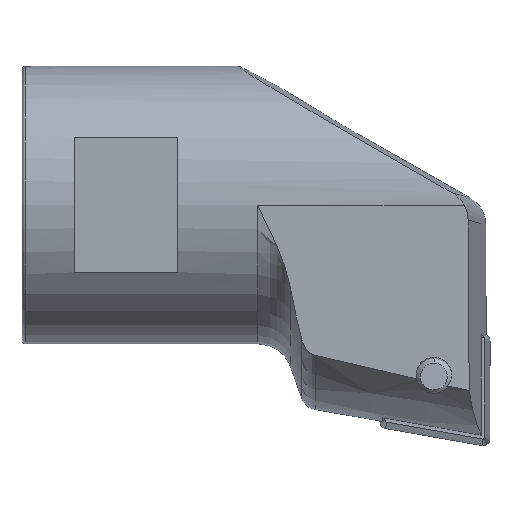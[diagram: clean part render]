
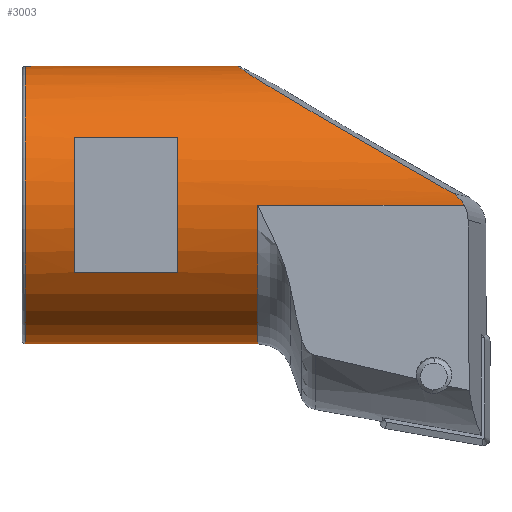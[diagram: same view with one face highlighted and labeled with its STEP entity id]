
A CAD part, front view. The second image highlights one B-rep face of the part: STEP entity #3003.
In plain terms, the highlighted cylindrical face has radius 8 mm (diameter 16 mm), a partial arc.
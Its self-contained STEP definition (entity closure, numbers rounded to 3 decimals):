
#40 = CARTESIAN_POINT ( 'NONE',  ( -1.49, -8., 13.875 ) ) ;
#83 = AXIS2_PLACEMENT_3D ( 'NONE', #3501, #3659, #2330 ) ;
#97 = ORIENTED_EDGE ( 'NONE', *, *, #1812, .F. ) ;
#160 = CIRCLE ( 'NONE', #2816, 8. ) ;
#189 = VERTEX_POINT ( 'NONE', #3368 ) ;
#198 = CARTESIAN_POINT ( 'NONE',  ( -24., -7., 10.002 ) ) ;
#215 = CARTESIAN_POINT ( 'NONE',  ( -2.179, -7.969, 14.574 ) ) ;
#252 = DIRECTION ( 'NONE',  ( -1., 0., 0. ) ) ;
#299 = AXIS2_PLACEMENT_3D ( 'NONE', #1601, #2281, #2592 ) ;
#329 = FACE_OUTER_BOUND ( 'NONE', #4107, .T. ) ;
#377 = EDGE_CURVE ( 'NONE', #1275, #3802, #542, .T. ) ;
#542 =( BOUNDED_CURVE ( )  B_SPLINE_CURVE ( 3, ( #555, #1922, #3294, #215 ),
 .UNSPECIFIED., .F., .T. ) 
 B_SPLINE_CURVE_WITH_KNOTS ( ( 4, 4 ),
 ( 6.248, 7.732 ),
 .UNSPECIFIED. ) 
 CURVE ( )  GEOMETRIC_REPRESENTATION_ITEM ( )  RATIONAL_B_SPLINE_CURVE ( ( 1., 0.825, 0.825, 1. ) ) 
 REPRESENTATION_ITEM ( '' )  );
#555 = CARTESIAN_POINT ( 'NONE',  ( -14.516, 0., 21.875 ) ) ;
#558 = CARTESIAN_POINT ( 'NONE',  ( -28.597, 0., 21.875 ) ) ;
#578 = FACE_BOUND ( 'NONE', #959, .T. ) ;
#680 = EDGE_CURVE ( 'NONE', #3127, #2529, #2359, .T. ) ;
#694 = CARTESIAN_POINT ( 'NONE',  ( -28.597, 0., 5.875 ) ) ;
#791 = ORIENTED_EDGE ( 'NONE', *, *, #1186, .F. ) ;
#820 = DIRECTION ( 'NONE',  ( 1., 0., 0. ) ) ;
#828 = CARTESIAN_POINT ( 'NONE',  ( -13.4, 0., 5.875 ) ) ;
#869 = DIRECTION ( 'NONE',  ( -1., 0., 0. ) ) ;
#959 = EDGE_LOOP ( 'NONE', ( #97, #2969, #2155, #2513 ) ) ;
#983 = CYLINDRICAL_SURFACE ( 'NONE', #1681, 8. ) ;
#1076 = DIRECTION ( 'NONE',  ( 0., 0., -1. ) ) ;
#1136 = CARTESIAN_POINT ( 'NONE',  ( -28.597, -7., 17.748 ) ) ;
#1154 = DIRECTION ( 'NONE',  ( -1., 0., 0. ) ) ;
#1173 = DIRECTION ( 'NONE',  ( 0., 0., -1. ) ) ;
#1182 = CIRCLE ( 'NONE', #3195, 8. ) ;
#1186 = EDGE_CURVE ( 'NONE', #3205, #189, #3432, .T. ) ;
#1249 = CARTESIAN_POINT ( 'NONE',  ( -1.901, -7.984, 14.389 ) ) ;
#1271 = CARTESIAN_POINT ( 'NONE',  ( -1.49, -8., 13.875 ) ) ;
#1275 = VERTEX_POINT ( 'NONE', #2083 ) ;
#1312 = VERTEX_POINT ( 'NONE', #2496 ) ;
#1444 = EDGE_CURVE ( 'NONE', #1466, #2910, #1660, .T. ) ;
#1445 = LINE ( 'NONE', #1136, #1663 ) ;
#1452 = EDGE_CURVE ( 'NONE', #3127, #3802, #2678, .T. ) ;
#1466 = VERTEX_POINT ( 'NONE', #2642 ) ;
#1550 = CARTESIAN_POINT ( 'NONE',  ( -13.4, -8., 13.875 ) ) ;
#1570 = CARTESIAN_POINT ( 'NONE',  ( -1.669, -7.996, 14.153 ) ) ;
#1586 = EDGE_CURVE ( 'NONE', #1275, #2476, #2625, .T. ) ;
#1592 = CARTESIAN_POINT ( 'NONE',  ( -18., -7., 17.748 ) ) ;
#1595 = ORIENTED_EDGE ( 'NONE', *, *, #2356, .T. ) ;
#1601 = CARTESIAN_POINT ( 'NONE',  ( -13.4, 0., 13.875 ) ) ;
#1660 = CIRCLE ( 'NONE', #83, 8. ) ;
#1663 = VECTOR ( 'NONE', #1154, 1000. ) ;
#1681 = AXIS2_PLACEMENT_3D ( 'NONE', #1703, #3662, #3075 ) ;
#1703 = CARTESIAN_POINT ( 'NONE',  ( -28.597, 0., 13.875 ) ) ;
#1812 = EDGE_CURVE ( 'NONE', #2910, #1312, #1445, .T. ) ;
#1816 = VECTOR ( 'NONE', #252, 1000. ) ;
#1825 = VECTOR ( 'NONE', #3211, 1000. ) ;
#1865 = ORIENTED_EDGE ( 'NONE', *, *, #377, .F. ) ;
#1922 = CARTESIAN_POINT ( 'NONE',  ( -14.785, -4.368, 21.875 ) ) ;
#2083 = CARTESIAN_POINT ( 'NONE',  ( -14.516, 0., 21.875 ) ) ;
#2155 = ORIENTED_EDGE ( 'NONE', *, *, #2472, .F. ) ;
#2281 = DIRECTION ( 'NONE',  ( -1., 0., 0. ) ) ;
#2309 = EDGE_CURVE ( 'NONE', #3205, #2529, #3609, .T. ) ;
#2310 = CARTESIAN_POINT ( 'NONE',  ( -2.034, -7.977, 14.491 ) ) ;
#2311 = ORIENTED_EDGE ( 'NONE', *, *, #1452, .T. ) ;
#2330 = DIRECTION ( 'NONE',  ( 0., 0., 1. ) ) ;
#2356 = EDGE_CURVE ( 'NONE', #2476, #189, #160, .T. ) ;
#2359 = LINE ( 'NONE', #3372, #1816 ) ;
#2454 = VECTOR ( 'NONE', #869, 1000. ) ;
#2472 = EDGE_CURVE ( 'NONE', #3222, #1466, #3164, .T. ) ;
#2476 = VERTEX_POINT ( 'NONE', #3869 ) ;
#2496 = CARTESIAN_POINT ( 'NONE',  ( -24., -7., 17.748 ) ) ;
#2497 = CARTESIAN_POINT ( 'NONE',  ( -28.597, -7., 10.002 ) ) ;
#2513 = ORIENTED_EDGE ( 'NONE', *, *, #3570, .F. ) ;
#2529 = VERTEX_POINT ( 'NONE', #1550 ) ;
#2592 = DIRECTION ( 'NONE',  ( 0., 0., 1. ) ) ;
#2617 = CARTESIAN_POINT ( 'NONE',  ( -24., 0., 13.875 ) ) ;
#2625 = LINE ( 'NONE', #558, #2454 ) ;
#2642 = CARTESIAN_POINT ( 'NONE',  ( -18., -7., 10.002 ) ) ;
#2651 = CARTESIAN_POINT ( 'NONE',  ( -26.8, 0., 13.875 ) ) ;
#2678 = B_SPLINE_CURVE_WITH_KNOTS ( 'NONE', 3,
 ( #1271, #3362, #1570, #1249, #2310, #4380 ),
 .UNSPECIFIED., .F., .F.,
 ( 4, 2, 4 ),
 ( 0., 0., 0.001 ),
 .UNSPECIFIED. ) ;
#2816 = AXIS2_PLACEMENT_3D ( 'NONE', #2651, #4032, #1076 ) ;
#2910 = VERTEX_POINT ( 'NONE', #1592 ) ;
#2969 = ORIENTED_EDGE ( 'NONE', *, *, #1444, .F. ) ;
#3003 = ADVANCED_FACE ( 'NONE', ( #329, #578 ), #983, .T. ) ;
#3058 = DIRECTION ( 'NONE',  ( -1., 0., 0. ) ) ;
#3075 = DIRECTION ( 'NONE',  ( 0., 0., 1. ) ) ;
#3127 = VERTEX_POINT ( 'NONE', #40 ) ;
#3164 = LINE ( 'NONE', #2497, #1825 ) ;
#3195 = AXIS2_PLACEMENT_3D ( 'NONE', #2617, #820, #1173 ) ;
#3205 = VERTEX_POINT ( 'NONE', #828 ) ;
#3211 = DIRECTION ( 'NONE',  ( 1., 0., 0. ) ) ;
#3222 = VERTEX_POINT ( 'NONE', #198 ) ;
#3294 = CARTESIAN_POINT ( 'NONE',  ( -9.799, -7.588, 18.925 ) ) ;
#3362 = CARTESIAN_POINT ( 'NONE',  ( -1.571, -8., 14.021 ) ) ;
#3368 = CARTESIAN_POINT ( 'NONE',  ( -26.8, 0., 5.875 ) ) ;
#3372 = CARTESIAN_POINT ( 'NONE',  ( -31.617, -8., 13.875 ) ) ;
#3432 = LINE ( 'NONE', #694, #3447 ) ;
#3447 = VECTOR ( 'NONE', #3058, 1000. ) ;
#3501 = CARTESIAN_POINT ( 'NONE',  ( -18., 0., 13.875 ) ) ;
#3570 = EDGE_CURVE ( 'NONE', #1312, #3222, #1182, .T. ) ;
#3609 = CIRCLE ( 'NONE', #299, 8. ) ;
#3659 = DIRECTION ( 'NONE',  ( -1., 0., 0. ) ) ;
#3662 = DIRECTION ( 'NONE',  ( -1., 0., 0. ) ) ;
#3802 = VERTEX_POINT ( 'NONE', #3855 ) ;
#3855 = CARTESIAN_POINT ( 'NONE',  ( -2.179, -7.969, 14.574 ) ) ;
#3869 = CARTESIAN_POINT ( 'NONE',  ( -26.8, 0., 21.875 ) ) ;
#3875 = ORIENTED_EDGE ( 'NONE', *, *, #1586, .T. ) ;
#4032 = DIRECTION ( 'NONE',  ( 1., 0., 0. ) ) ;
#4107 = EDGE_LOOP ( 'NONE', ( #791, #4291, #4387, #2311, #1865, #3875, #1595 ) ) ;
#4291 = ORIENTED_EDGE ( 'NONE', *, *, #2309, .T. ) ;
#4380 = CARTESIAN_POINT ( 'NONE',  ( -2.179, -7.969, 14.574 ) ) ;
#4387 = ORIENTED_EDGE ( 'NONE', *, *, #680, .F. ) ;
